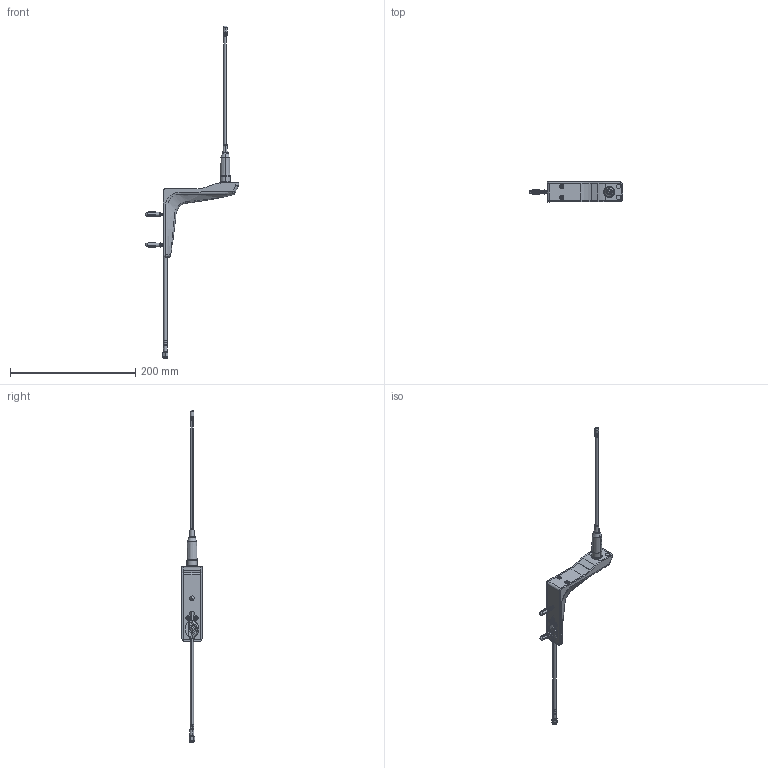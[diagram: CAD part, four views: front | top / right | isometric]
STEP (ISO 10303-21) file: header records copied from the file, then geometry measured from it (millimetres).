
FILE_DESCRIPTION (( 'STEP AP214' ), '1' );
FILE_NAME ('WM.86.A.305111_Web.STEP', '2024-10-24T01:45:24', ( '' ), ( '' ), 'SwSTEP 2.0', 'SolidWorks 2022', '' );
FILE_SCHEMA (( 'AUTOMOTIVE_DESIGN' ));
Length unit declared in the file: millimetre
Products named in the file (1): WM.86.A.305111_Web
Bounding box: 148.95 x 32 x 530.18 mm (x, y, z)
Surface area: 40654 mm2 (no closed solid volume)
Topology: 0 solids, 21 shells, 526 faces, 1672 edges, 1108 vertices
Faces by surface type: cylinder 211, plane 193, bspline 73, cone 35, torus 14
Entity records: 193398 total; most frequent: CARTESIAN_POINT 174345, ORIENTED_EDGE 2747, DIRECTION 2519, EDGE_CURVE 1672, VERTEX_POINT 1108, AXIS2_PLACEMENT_3D 869, LINE 781, VECTOR 781
